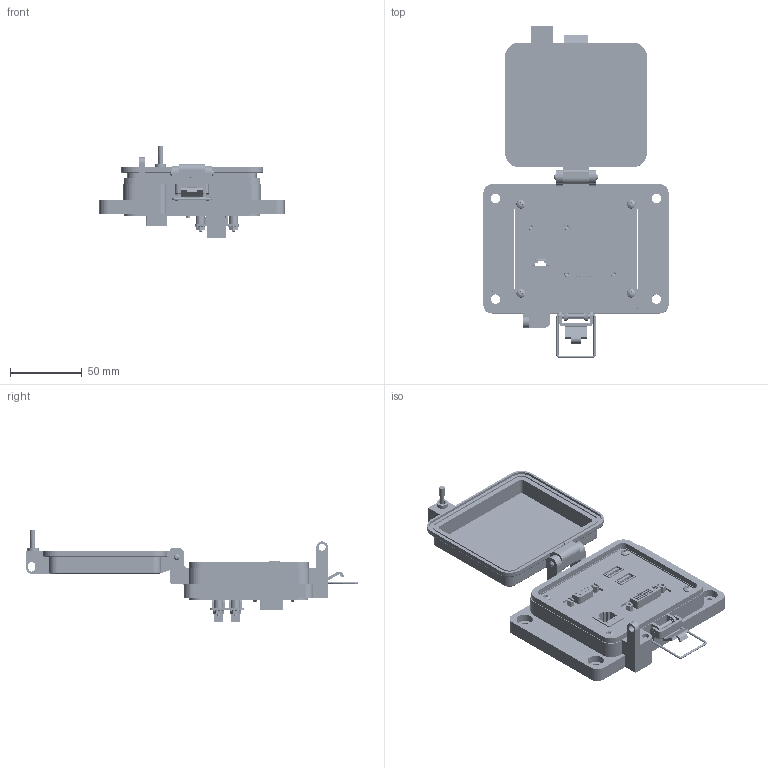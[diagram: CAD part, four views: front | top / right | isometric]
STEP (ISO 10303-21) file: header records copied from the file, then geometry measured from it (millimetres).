
FILE_DESCRIPTION (( 'STEP AP203' ), '1' );
FILE_NAME ('P-P22#2Q7Q102R2-K3RX_3D.STEP', '2022-04-11T16:47:02', ( '' ), ( '' ), 'SwSTEP 2.0', 'SolidWorks 2021', '' );
FILE_SCHEMA (( 'CONFIG_CONTROL_DESIGN' ));
Length unit declared in the file: millimetre
Products named in the file (23): P-P22#2Q7Q102R2-K3RX_BP240_1; Z-000-44011_4FH_90273A117; Z-H-K3_B; Z-300-RJ45CAT5; P-P22#2Q7Q102R2-K3RX_FP060_1; Q7; Z-001-SPR_1_4; Z-002-4401_4HN_90675A005; P-P22#2Q7Q102R2-K3RX_TP120_2; P-P22#2Q7Q102R2-K3RX_3D; Q102; Z-000-44078FH_90273A114; Z-BULK-DB9MF; Z-300-USB-A-FF; Z-000-4243316TFP; -K3; R2; Z-001-SPR_3_4; Z-001-SPR3_16HX; 92005A124_METRIC PAN HEAD PHILLIPS MACHINE SCREW_92005A124; P22; P-P22#2Q7Q102R2-K3RX_TP060_1; P-P22#2Q7Q102R2-K3RX_TP060_3
Assembly tree (49 placements, depth 3):
  P-P22#2Q7Q102R2-K3RX_3D
    -K3
      Z-H-K3_B
    P-P22#2Q7Q102R2-K3RX_BP240_1
    P-P22#2Q7Q102R2-K3RX_FP060_1
    P-P22#2Q7Q102R2-K3RX_TP060_1
    P-P22#2Q7Q102R2-K3RX_TP060_3
    P-P22#2Q7Q102R2-K3RX_TP120_2
    Z-000-4243316TFP  x4
    Q102
    Z-000-44078FH_90273A114  x4
    Z-001-SPR_1_4  x4
    Z-002-4401_4HN_90675A005  x8
    P22  x2
      Z-300-USB-A-FF
    Z-000-44011_4FH_90273A117  x4
    Z-001-SPR_3_4  x4
    Q7
      Z-BULK-DB9MF
      Z-001-SPR3_16HX  x2
    R2
      Z-300-RJ45CAT5
    92005A124_METRIC PAN HEAD PHILLIPS MACHINE SCREW_92005A124  x4
Bounding box: 129 x 231.18 x 64.45 mm (x, y, z)
Volume: 201851.3 mm3; surface area: 144289.2 mm2
Topology: 64 solids, 64 shells, 7088 faces, 19521 edges, 12774 vertices
Faces by surface type: plane 2820, cylinder 2764, bspline 816, cone 608, torus 40, sphere 40
Entity records: 173301 total; most frequent: CARTESIAN_POINT 71275, ORIENTED_EDGE 22356, DIRECTION 17718, EDGE_CURVE 11178, VERTEX_POINT 7309, LINE 7212, VECTOR 7212, AXIS2_PLACEMENT_3D 5253
